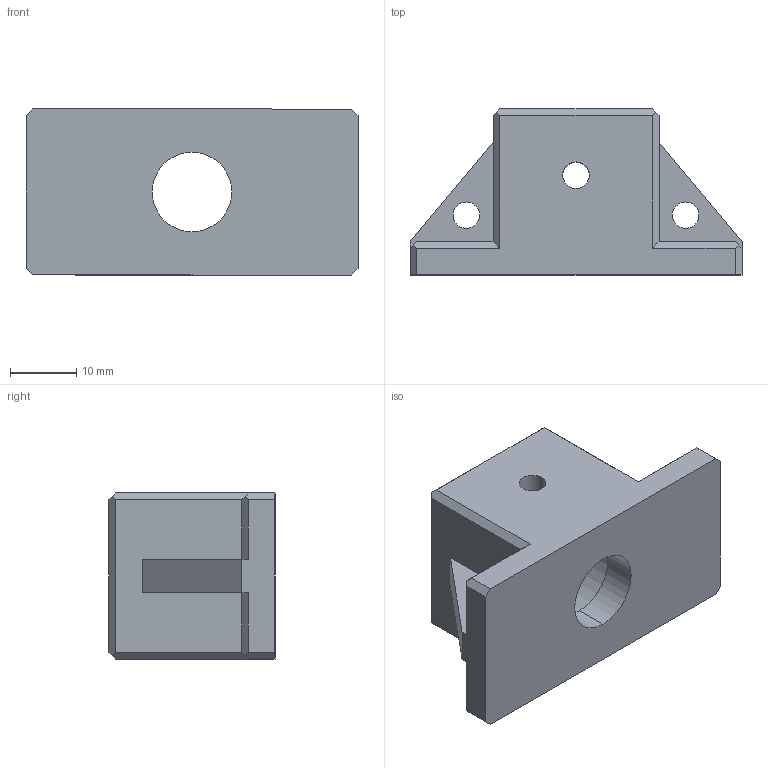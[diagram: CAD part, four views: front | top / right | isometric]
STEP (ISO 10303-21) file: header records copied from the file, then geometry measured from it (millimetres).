
FILE_DESCRIPTION (( 'STEP AP214' ), '1' );
FILE_NAME ('3_8_pipe_joint_small_none.STEP', '2017-10-18T03:06:03', ( '' ), ( '' ), 'SwSTEP 2.0', 'SolidWorks 2013', '' );
FILE_SCHEMA (( 'AUTOMOTIVE_DESIGN' ));
Length unit declared in the file: millimetre
Products named in the file (1): 3_8_pipe_joint_small_none
Bounding box: 50 x 25 x 25 mm (x, y, z)
Volume: 13677.3 mm3; surface area: 6584.6 mm2
Topology: 1 solids, 1 shells, 51 faces, 146 edges, 96 vertices
Faces by surface type: plane 39, cylinder 12
Entity records: 1802 total; most frequent: CARTESIAN_POINT 410, ORIENTED_EDGE 292, DIRECTION 262, EDGE_CURVE 146, VECTOR 118, LINE 118, VERTEX_POINT 96, AXIS2_PLACEMENT_3D 72
